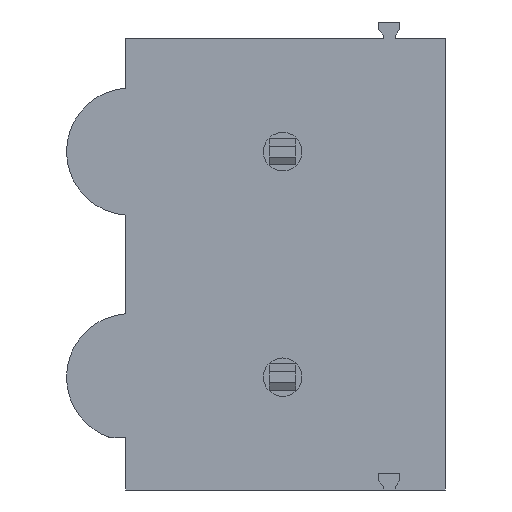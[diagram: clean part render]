
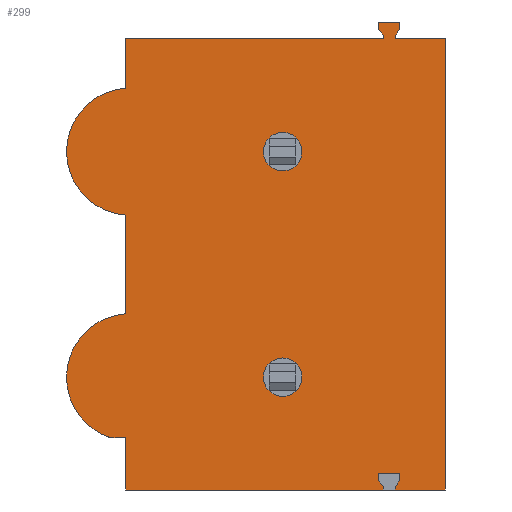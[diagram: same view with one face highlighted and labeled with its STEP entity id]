
A CAD part, front view. The second image highlights one B-rep face of the part: STEP entity #299.
In plain terms, the highlighted planar face has unit normal (0, -1, 0).
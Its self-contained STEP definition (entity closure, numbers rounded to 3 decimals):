
#299=ADVANCED_FACE('',(#722,#723,#724),#725,.T.);
#722=FACE_OUTER_BOUND('',#1269,.T.);
#723=FACE_BOUND('',#1270,.T.);
#724=FACE_BOUND('',#1271,.T.);
#725=PLANE('',#1272);
#1269=EDGE_LOOP('',(#2115,#2116,#2117,#2118,#2119,#2120,#2121,#2122,#2123,#2124,#2125,#2126,#2127,#2128,#2129,#2130,#2131,#2132,#2133,#2134,#2135,#2136,#2137,#2138,#2139,#2140,#2141));
#1270=EDGE_LOOP('',(#2142,#2143));
#1271=EDGE_LOOP('',(#2144,#2145));
#1272=AXIS2_PLACEMENT_3D('',#2146,#2147,#2148);
#2115=ORIENTED_EDGE('',*,*,#3490,.F.);
#2116=ORIENTED_EDGE('',*,*,#3511,.T.);
#2117=ORIENTED_EDGE('',*,*,#3512,.T.);
#2118=ORIENTED_EDGE('',*,*,#3513,.F.);
#2119=ORIENTED_EDGE('',*,*,#3514,.F.);
#2120=ORIENTED_EDGE('',*,*,#3329,.T.);
#2121=ORIENTED_EDGE('',*,*,#3515,.F.);
#2122=ORIENTED_EDGE('',*,*,#3516,.F.);
#2123=ORIENTED_EDGE('',*,*,#3390,.F.);
#2124=ORIENTED_EDGE('',*,*,#3517,.T.);
#2125=ORIENTED_EDGE('',*,*,#3371,.F.);
#2126=ORIENTED_EDGE('',*,*,#3518,.T.);
#2127=ORIENTED_EDGE('',*,*,#3519,.T.);
#2128=ORIENTED_EDGE('',*,*,#3520,.T.);
#2129=ORIENTED_EDGE('',*,*,#3275,.T.);
#2130=ORIENTED_EDGE('',*,*,#3521,.T.);
#2131=ORIENTED_EDGE('',*,*,#3522,.F.);
#2132=ORIENTED_EDGE('',*,*,#3523,.T.);
#2133=ORIENTED_EDGE('',*,*,#3310,.F.);
#2134=ORIENTED_EDGE('',*,*,#3341,.F.);
#2135=ORIENTED_EDGE('',*,*,#3524,.T.);
#2136=ORIENTED_EDGE('',*,*,#3525,.F.);
#2137=ORIENTED_EDGE('',*,*,#3407,.T.);
#2138=ORIENTED_EDGE('',*,*,#3297,.T.);
#2139=ORIENTED_EDGE('',*,*,#3526,.F.);
#2140=ORIENTED_EDGE('',*,*,#3377,.T.);
#2141=ORIENTED_EDGE('',*,*,#3306,.F.);
#2142=ORIENTED_EDGE('',*,*,#3527,.F.);
#2143=ORIENTED_EDGE('',*,*,#3528,.F.);
#2144=ORIENTED_EDGE('',*,*,#3529,.F.);
#2145=ORIENTED_EDGE('',*,*,#3416,.F.);
#2146=CARTESIAN_POINT('',(-10.8,0.0,-6.454));
#2147=DIRECTION('',(0.0,-1.0,0.0));
#2148=DIRECTION('',(0.0,0.0,-1.0));
#3275=EDGE_CURVE('',#3924,#3922,#3925,.T.);
#3297=EDGE_CURVE('',#3957,#3962,#3964,.T.);
#3306=EDGE_CURVE('',#3977,#3979,#3980,.T.);
#3310=EDGE_CURVE('',#3985,#3966,#3987,.T.);
#3329=EDGE_CURVE('',#4019,#4020,#4021,.T.);
#3341=EDGE_CURVE('',#4039,#3985,#4041,.T.);
#3371=EDGE_CURVE('',#4090,#4092,#4093,.T.);
#3377=EDGE_CURVE('',#4098,#3979,#4102,.T.);
#3390=EDGE_CURVE('',#4121,#4122,#4123,.T.);
#3407=EDGE_CURVE('',#4149,#3957,#4152,.T.);
#3416=EDGE_CURVE('',#4164,#4159,#4166,.T.);
#3490=EDGE_CURVE('',#4290,#3977,#4291,.T.);
#3511=EDGE_CURVE('',#4290,#4322,#4323,.T.);
#3512=EDGE_CURVE('',#4322,#4324,#4325,.T.);
#3513=EDGE_CURVE('',#4326,#4324,#4327,.T.);
#3514=EDGE_CURVE('',#4019,#4326,#4328,.T.);
#3515=EDGE_CURVE('',#4329,#4020,#4330,.T.);
#3516=EDGE_CURVE('',#4122,#4329,#4331,.T.);
#3517=EDGE_CURVE('',#4121,#4092,#4332,.T.);
#3518=EDGE_CURVE('',#4090,#4333,#4334,.T.);
#3519=EDGE_CURVE('',#4333,#4335,#4336,.T.);
#3520=EDGE_CURVE('',#4335,#3924,#4337,.T.);
#3521=EDGE_CURVE('',#3922,#4338,#4339,.T.);
#3522=EDGE_CURVE('',#4340,#4338,#4341,.T.);
#3523=EDGE_CURVE('',#4340,#3966,#4342,.T.);
#3524=EDGE_CURVE('',#4039,#4343,#4344,.T.);
#3525=EDGE_CURVE('',#4149,#4343,#4345,.T.);
#3526=EDGE_CURVE('',#4098,#3962,#4346,.T.);
#3527=EDGE_CURVE('',#4347,#4348,#4349,.T.);
#3528=EDGE_CURVE('',#4348,#4347,#4350,.T.);
#3529=EDGE_CURVE('',#4159,#4164,#4351,.T.);
#3922=VERTEX_POINT('',#4849);
#3924=VERTEX_POINT('',#4852);
#3925=CIRCLE('',#4853,2.15);
#3957=VERTEX_POINT('',#4896);
#3962=VERTEX_POINT('',#4903);
#3964=LINE('',#4906,#4907);
#3966=VERTEX_POINT('',#4909);
#3977=VERTEX_POINT('',#4925);
#3979=VERTEX_POINT('',#4928);
#3980=LINE('',#4929,#4930);
#3985=VERTEX_POINT('',#4937);
#3987=LINE('',#4940,#4941);
#4019=VERTEX_POINT('',#4981);
#4020=VERTEX_POINT('',#4982);
#4021=LINE('',#4983,#4984);
#4039=VERTEX_POINT('',#5010);
#4041=LINE('',#5013,#5014);
#4090=VERTEX_POINT('',#5125);
#4092=VERTEX_POINT('',#5128);
#4093=LINE('',#5129,#5130);
#4098=VERTEX_POINT('',#5137);
#4102=LINE('',#5143,#5144);
#4121=VERTEX_POINT('',#5168);
#4122=VERTEX_POINT('',#5169);
#4123=LINE('',#5170,#5171);
#4149=VERTEX_POINT('',#5208);
#4152=LINE('',#5213,#5214);
#4159=VERTEX_POINT('',#5223);
#4164=VERTEX_POINT('',#5229);
#4166=CIRCLE('',#5232,0.65);
#4290=VERTEX_POINT('',#5391);
#4291=LINE('',#5392,#5393);
#4322=VERTEX_POINT('',#5439);
#4323=LINE('',#5440,#5441);
#4324=VERTEX_POINT('',#5442);
#4325=LINE('',#5443,#5444);
#4326=VERTEX_POINT('',#5445);
#4327=LINE('',#5446,#5447);
#4328=LINE('',#5448,#5449);
#4329=VERTEX_POINT('',#5450);
#4330=LINE('',#5451,#5452);
#4331=LINE('',#5453,#5454);
#4332=LINE('',#5455,#5456);
#4333=VERTEX_POINT('',#5457);
#4334=CIRCLE('',#5458,2.15);
#4335=VERTEX_POINT('',#5459);
#4336=CIRCLE('',#5460,2.15);
#4337=LINE('',#5461,#5462);
#4338=VERTEX_POINT('',#5463);
#4339=CIRCLE('',#5464,2.15);
#4340=VERTEX_POINT('',#5465);
#4341=LINE('',#5466,#5467);
#4342=LINE('',#5468,#5469);
#4343=VERTEX_POINT('',#5470);
#4344=LINE('',#5471,#5472);
#4345=LINE('',#5473,#5474);
#4346=LINE('',#5475,#5476);
#4347=VERTEX_POINT('',#5477);
#4348=VERTEX_POINT('',#5478);
#4349=CIRCLE('',#5479,0.65);
#4350=CIRCLE('',#5480,0.65);
#4351=CIRCLE('',#5481,0.65);
#4849=CARTESIAN_POINT('',(-12.8,0.0,-11.43));
#4852=CARTESIAN_POINT('',(-10.8,0.0,-9.285));
#4853=AXIS2_PLACEMENT_3D('',#6256,#6257,#6258);
#4896=CARTESIAN_POINT('',(-1.543,0.0,-14.67));
#4903=CARTESIAN_POINT('',(-1.543,0.0,-14.933));
#4906=CARTESIAN_POINT('',(-1.543,0.0,-11.43));
#4907=VECTOR('',#6282,1.0);
#4909=CARTESIAN_POINT('',(-10.8,0.0,-15.24));
#4925=CARTESIAN_POINT('',(0.0,0.0,-15.24));
#4928=CARTESIAN_POINT('',(-1.693,0.0,-15.24));
#4929=CARTESIAN_POINT('',(-45.497,0.0,-15.24));
#4930=VECTOR('',#6292,1.0);
#4937=CARTESIAN_POINT('',(-2.107,0.0,-15.24));
#4940=CARTESIAN_POINT('',(-45.497,0.0,-15.24));
#4941=VECTOR('',#6296,1.0);
#4981=CARTESIAN_POINT('',(-1.543,0.0,0.57));
#4982=CARTESIAN_POINT('',(-2.257,0.0,0.57));
#4983=CARTESIAN_POINT('',(-45.497,0.0,0.57));
#4984=VECTOR('',#6326,1.0);
#5010=CARTESIAN_POINT('',(-2.107,0.0,-15.111));
#5013=CARTESIAN_POINT('',(-2.107,0.0,-11.43));
#5014=VECTOR('',#6336,1.0);
#5125=CARTESIAN_POINT('',(-10.8,0.0,-1.665));
#5128=CARTESIAN_POINT('',(-10.8,0.0,0.));
#5129=CARTESIAN_POINT('',(-10.8,0.0,-8.89));
#5130=VECTOR('',#6370,1.0);
#5137=CARTESIAN_POINT('',(-1.693,0.0,-15.111));
#5143=CARTESIAN_POINT('',(-1.693,0.0,-11.43));
#5144=VECTOR('',#6375,1.0);
#5168=CARTESIAN_POINT('',(-2.107,0.0,0.0));
#5169=CARTESIAN_POINT('',(-2.107,0.0,0.129));
#5170=CARTESIAN_POINT('',(-2.107,0.0,-8.89));
#5171=VECTOR('',#6390,1.0);
#5208=CARTESIAN_POINT('',(-2.257,0.0,-14.67));
#5213=CARTESIAN_POINT('',(-45.497,0.0,-14.67));
#5214=VECTOR('',#6404,1.0);
#5223=CARTESIAN_POINT('',(-4.85,0.0,-11.43));
#5229=CARTESIAN_POINT('',(-6.15,0.0,-11.43));
#5232=AXIS2_PLACEMENT_3D('',#6415,#6416,#6417);
#5391=CARTESIAN_POINT('',(0.0,0.0,0.0));
#5392=CARTESIAN_POINT('',(0.0,0.0,-8.89));
#5393=VECTOR('',#6531,1.0);
#5439=CARTESIAN_POINT('',(-1.693,0.0,0.0));
#5440=CARTESIAN_POINT('',(-45.497,0.0,0.));
#5441=VECTOR('',#6550,1.0);
#5442=CARTESIAN_POINT('',(-1.693,0.0,0.129));
#5443=CARTESIAN_POINT('',(-1.693,0.0,-8.89));
#5444=VECTOR('',#6551,1.0);
#5445=CARTESIAN_POINT('',(-1.543,0.0,0.307));
#5446=CARTESIAN_POINT('',(-9.277,0.0,-8.89));
#5447=VECTOR('',#6552,1.0);
#5448=CARTESIAN_POINT('',(-1.543,0.0,-8.89));
#5449=VECTOR('',#6553,1.0);
#5450=CARTESIAN_POINT('',(-2.257,0.0,0.307));
#5451=CARTESIAN_POINT('',(-2.257,0.0,-8.89));
#5452=VECTOR('',#6554,1.0);
#5453=CARTESIAN_POINT('',(5.477,0.0,-8.89));
#5454=VECTOR('',#6555,1.0);
#5455=CARTESIAN_POINT('',(-45.497,0.0,0.));
#5456=VECTOR('',#6556,1.0);
#5457=CARTESIAN_POINT('',(-12.8,0.0,-3.81));
#5458=AXIS2_PLACEMENT_3D('',#6557,#6558,#6559);
#5459=CARTESIAN_POINT('',(-10.8,0.0,-5.955));
#5460=AXIS2_PLACEMENT_3D('',#6560,#6561,#6562);
#5461=CARTESIAN_POINT('',(-10.8,0.0,-8.89));
#5462=VECTOR('',#6563,1.0);
#5463=CARTESIAN_POINT('',(-11.306,0.0,-13.478));
#5464=AXIS2_PLACEMENT_3D('',#6564,#6565,#6566);
#5465=CARTESIAN_POINT('',(-10.8,0.0,-13.478));
#5466=CARTESIAN_POINT('',(-45.497,0.0,-13.478));
#5467=VECTOR('',#6567,1.0);
#5468=CARTESIAN_POINT('',(-10.8,0.0,-11.43));
#5469=VECTOR('',#6568,1.0);
#5470=CARTESIAN_POINT('',(-2.257,0.0,-14.933));
#5471=CARTESIAN_POINT('',(-5.203,0.0,-11.43));
#5472=VECTOR('',#6569,1.0);
#5473=CARTESIAN_POINT('',(-2.257,0.0,-11.43));
#5474=VECTOR('',#6570,1.0);
#5475=CARTESIAN_POINT('',(1.403,0.0,-11.43));
#5476=VECTOR('',#6571,1.0);
#5477=CARTESIAN_POINT('',(-4.85,0.0,-3.81));
#5478=CARTESIAN_POINT('',(-6.15,0.0,-3.81));
#5479=AXIS2_PLACEMENT_3D('',#6572,#6573,#6574);
#5480=AXIS2_PLACEMENT_3D('',#6575,#6576,#6577);
#5481=AXIS2_PLACEMENT_3D('',#6578,#6579,#6580);
#6256=CARTESIAN_POINT('',(-10.65,0.0,-11.43));
#6257=DIRECTION('',(0.0,-1.0,0.0));
#6258=DIRECTION('',(-1.0,0.0,0.0));
#6282=DIRECTION('',(0.,0.0,-1.0));
#6292=DIRECTION('',(-1.0,0.0,0.));
#6296=DIRECTION('',(-1.0,0.0,0.));
#6326=DIRECTION('',(-1.0,0.0,0.));
#6336=DIRECTION('',(0.,0.0,-1.0));
#6370=DIRECTION('',(0.0,0.0,1.0));
#6375=DIRECTION('',(0.,0.0,-1.0));
#6390=DIRECTION('',(0.,0.0,1.0));
#6404=DIRECTION('',(1.0,0.0,0.));
#6415=CARTESIAN_POINT('',(-5.5,0.0,-11.43));
#6416=DIRECTION('',(0.0,-1.0,0.0));
#6417=DIRECTION('',(-1.0,0.0,0.));
#6531=DIRECTION('',(0.,0.0,-1.0));
#6550=DIRECTION('',(-1.0,0.0,0.));
#6551=DIRECTION('',(0.,0.0,1.0));
#6552=DIRECTION('',(-0.644,0.0,-0.765));
#6553=DIRECTION('',(0.,0.0,-1.0));
#6554=DIRECTION('',(0.,0.0,1.0));
#6555=DIRECTION('',(-0.644,0.0,0.765));
#6556=DIRECTION('',(-1.0,0.0,0.));
#6557=CARTESIAN_POINT('',(-10.65,0.0,-3.81));
#6558=DIRECTION('',(0.0,-1.0,0.0));
#6559=DIRECTION('',(-1.0,0.0,0.0));
#6560=CARTESIAN_POINT('',(-10.65,0.0,-3.81));
#6561=DIRECTION('',(0.0,-1.0,0.0));
#6562=DIRECTION('',(-1.0,0.0,0.0));
#6563=DIRECTION('',(0.0,0.0,-1.0));
#6564=CARTESIAN_POINT('',(-10.65,0.0,-11.43));
#6565=DIRECTION('',(0.0,-1.0,0.0));
#6566=DIRECTION('',(-1.0,0.0,0.0));
#6567=DIRECTION('',(-1.0,0.0,0.0));
#6568=DIRECTION('',(0.0,0.0,-1.0));
#6569=DIRECTION('',(-0.644,0.0,0.765));
#6570=DIRECTION('',(0.,0.0,-1.0));
#6571=DIRECTION('',(0.644,0.0,0.765));
#6572=CARTESIAN_POINT('',(-5.5,0.0,-3.81));
#6573=DIRECTION('',(0.0,-1.0,0.0));
#6574=DIRECTION('',(-1.0,0.0,0.));
#6575=CARTESIAN_POINT('',(-5.5,0.0,-3.81));
#6576=DIRECTION('',(0.0,-1.0,0.0));
#6577=DIRECTION('',(-1.0,0.0,0.));
#6578=CARTESIAN_POINT('',(-5.5,0.0,-11.43));
#6579=DIRECTION('',(0.0,-1.0,0.0));
#6580=DIRECTION('',(-1.0,0.0,0.));
